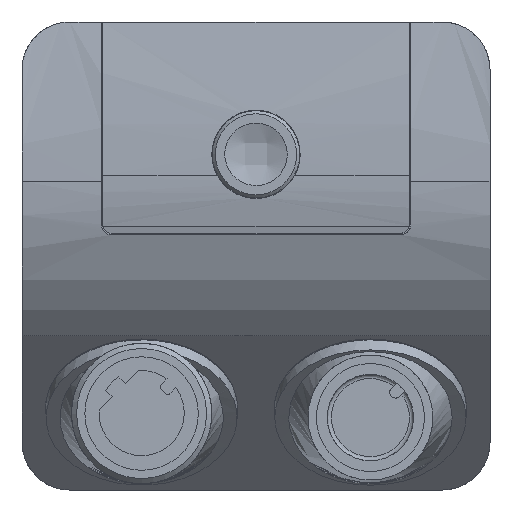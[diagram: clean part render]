
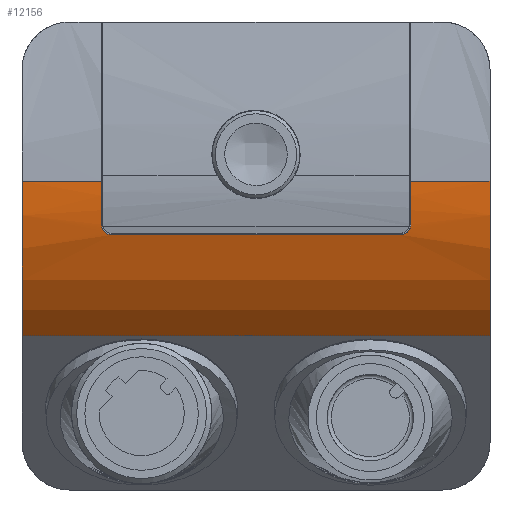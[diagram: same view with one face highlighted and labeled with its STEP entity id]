
A CAD part, front view. The second image highlights one B-rep face of the part: STEP entity #12156.
In plain terms, the highlighted cylindrical face has radius 21 mm (diameter 42 mm), a partial arc.
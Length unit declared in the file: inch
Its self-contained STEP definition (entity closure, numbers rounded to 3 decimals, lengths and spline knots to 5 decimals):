
#5 = EDGE_CURVE ( 'NONE', #11342, #6835, #1106, .T. ) ;
#89 = ORIENTED_EDGE ( 'NONE', *, *, #6594, .F. ) ;
#142 = CARTESIAN_POINT ( 'NONE',  ( -0.58526, -0.96669, 0.11382 ) ) ;
#244 = ORIENTED_EDGE ( 'NONE', *, *, #10365, .T. ) ;
#311 = B_SPLINE_CURVE_WITH_KNOTS ( 'NONE', 3,
 ( #5028, #8937, #989, #5930, #7911, #1180, #5860, #5794, #142, #4070 ),
 .UNSPECIFIED., .F., .F.,
 ( 4, 2, 2, 2, 4 ),
 ( 0., 0.00039, 0.00079, 0.00118, 0.00157 ),
 .UNSPECIFIED. ) ;
#512 = AXIS2_PLACEMENT_3D ( 'NONE', #9819, #7955, #1024 ) ;
#560 = CARTESIAN_POINT ( 'NONE',  ( -0.88583, -0.98425, 0.28339 ) ) ;
#630 = CARTESIAN_POINT ( 'NONE',  ( 0.88583, -0.98425, 0.28339 ) ) ;
#642 = CYLINDRICAL_SURFACE ( 'NONE', #9159, 0.82677 ) ;
#793 = VECTOR ( 'NONE', #2189, 39.37008 ) ;
#877 = B_SPLINE_CURVE_WITH_KNOTS ( 'NONE', 3,
 ( #1352, #9043, #5258, #8981, #4304, #12100, #3343, #7244 ),
 .UNSPECIFIED., .F., .F.,
 ( 4, 2, 2, 4 ),
 ( 0., 0.00039, 0.00079, 0.00157 ),
 .UNSPECIFIED. ) ;
#989 = CARTESIAN_POINT ( 'NONE',  ( -0.55645, -0.95905, 0.08081 ) ) ;
#1024 = DIRECTION ( 'NONE',  ( 0., 0., -1. ) ) ;
#1100 = CIRCLE ( 'NONE', #1346, 0.82677 ) ;
#1106 = LINE ( 'NONE', #6875, #9985 ) ;
#1180 = CARTESIAN_POINT ( 'NONE',  ( -0.57751, -0.96251, 0.09501 ) ) ;
#1284 = EDGE_CURVE ( 'NONE', #12098, #9308, #877, .T. ) ;
#1346 = AXIS2_PLACEMENT_3D ( 'NONE', #1730, #5633, #7309 ) ;
#1352 = CARTESIAN_POINT ( 'NONE',  ( 0.58526, -0.96774, 0.11896 ) ) ;
#1546 = DIRECTION ( 'NONE',  ( 1., 0., 0. ) ) ;
#1569 = VERTEX_POINT ( 'NONE', #10602 ) ;
#1730 = CARTESIAN_POINT ( 'NONE',  ( 0.58526, -0.15748, 0.28339 ) ) ;
#1800 = CARTESIAN_POINT ( 'NONE',  ( -0.54606, -0.95879, 0.07976 ) ) ;
#1946 = ORIENTED_EDGE ( 'NONE', *, *, #5, .F. ) ;
#2189 = DIRECTION ( 'NONE',  ( 1., 0., 0. ) ) ;
#2326 = VERTEX_POINT ( 'NONE', #3876 ) ;
#2378 = CARTESIAN_POINT ( 'NONE',  ( -0.58526, -0.96774, 0.11896 ) ) ;
#2471 = CARTESIAN_POINT ( 'NONE',  ( 0.88583, -0.95879, 0.07976 ) ) ;
#2706 = DIRECTION ( 'NONE',  ( 1., 0., 0. ) ) ;
#2841 = ORIENTED_EDGE ( 'NONE', *, *, #1284, .T. ) ;
#3041 = EDGE_CURVE ( 'NONE', #6835, #12514, #10906, .T. ) ;
#3343 = CARTESIAN_POINT ( 'NONE',  ( 0.55655, -0.95879, 0.07976 ) ) ;
#3481 = DIRECTION ( 'NONE',  ( 0., 0., -1. ) ) ;
#3876 = CARTESIAN_POINT ( 'NONE',  ( 0.88583, -0.98425, 0.28339 ) ) ;
#4070 = CARTESIAN_POINT ( 'NONE',  ( -0.58526, -0.96774, 0.11896 ) ) ;
#4154 = ORIENTED_EDGE ( 'NONE', *, *, #8954, .F. ) ;
#4302 = ORIENTED_EDGE ( 'NONE', *, *, #11589, .T. ) ;
#4304 = CARTESIAN_POINT ( 'NONE',  ( 0.57753, -0.96252, 0.09504 ) ) ;
#4351 = DIRECTION ( 'NONE',  ( 1., 0., 0. ) ) ;
#4467 = CIRCLE ( 'NONE', #5293, 0.82677 ) ;
#4901 = ORIENTED_EDGE ( 'NONE', *, *, #3041, .F. ) ;
#5028 = CARTESIAN_POINT ( 'NONE',  ( -0.54606, -0.95879, 0.07976 ) ) ;
#5136 = LINE ( 'NONE', #11092, #793 ) ;
#5258 = CARTESIAN_POINT ( 'NONE',  ( 0.58426, -0.96562, 0.1088 ) ) ;
#5293 = AXIS2_PLACEMENT_3D ( 'NONE', #11133, #4351, #5308 ) ;
#5308 = DIRECTION ( 'NONE',  ( 0., 0., -1. ) ) ;
#5436 = CIRCLE ( 'NONE', #512, 0.82677 ) ;
#5560 = DIRECTION ( 'NONE',  ( 1., 0., 0. ) ) ;
#5620 = DIRECTION ( 'NONE',  ( 0., 0., -1. ) ) ;
#5633 = DIRECTION ( 'NONE',  ( -1., 0., 0. ) ) ;
#5794 = CARTESIAN_POINT ( 'NONE',  ( -0.58424, -0.96561, 0.10873 ) ) ;
#5860 = CARTESIAN_POINT ( 'NONE',  ( -0.58038, -0.96353, 0.09937 ) ) ;
#5930 = CARTESIAN_POINT ( 'NONE',  ( -0.56598, -0.96005, 0.08481 ) ) ;
#5984 = DIRECTION ( 'NONE',  ( 1., 0., 0. ) ) ;
#6066 = EDGE_CURVE ( 'NONE', #8361, #12514, #311, .T. ) ;
#6118 = CARTESIAN_POINT ( 'NONE',  ( 0.58526, -0.96774, 0.11896 ) ) ;
#6147 = CARTESIAN_POINT ( 'NONE',  ( -0.58526, -0.98425, 0.28339 ) ) ;
#6236 = CARTESIAN_POINT ( 'NONE',  ( 0.58526, -0.98425, 0.28339 ) ) ;
#6272 = VECTOR ( 'NONE', #9999, 39.37008 ) ;
#6405 = LINE ( 'NONE', #630, #9771 ) ;
#6450 = CARTESIAN_POINT ( 'NONE',  ( -0.58526, -0.15748, 0.28339 ) ) ;
#6594 = EDGE_CURVE ( 'NONE', #12098, #10877, #1100, .T. ) ;
#6835 = VERTEX_POINT ( 'NONE', #6147 ) ;
#6875 = CARTESIAN_POINT ( 'NONE',  ( 0.88583, -0.98425, 0.28339 ) ) ;
#7042 = EDGE_LOOP ( 'NONE', ( #4302, #7642, #4901, #1946, #244, #8283, #11068, #4154, #89, #2841 ) ) ;
#7244 = CARTESIAN_POINT ( 'NONE',  ( 0.54606, -0.95879, 0.07976 ) ) ;
#7309 = DIRECTION ( 'NONE',  ( 0., 0., -1. ) ) ;
#7469 = VERTEX_POINT ( 'NONE', #8393 ) ;
#7642 = ORIENTED_EDGE ( 'NONE', *, *, #6066, .T. ) ;
#7911 = CARTESIAN_POINT ( 'NONE',  ( -0.57033, -0.96078, 0.08776 ) ) ;
#7955 = DIRECTION ( 'NONE',  ( -1., 0., 0. ) ) ;
#8283 = ORIENTED_EDGE ( 'NONE', *, *, #12486, .T. ) ;
#8361 = VERTEX_POINT ( 'NONE', #1800 ) ;
#8393 = CARTESIAN_POINT ( 'NONE',  ( -0.88583, -0.74209, -0.30124 ) ) ;
#8539 = CARTESIAN_POINT ( 'NONE',  ( 0.88583, -0.15748, 0.28339 ) ) ;
#8603 = FACE_OUTER_BOUND ( 'NONE', #7042, .T. ) ;
#8937 = CARTESIAN_POINT ( 'NONE',  ( -0.5513, -0.95879, 0.07976 ) ) ;
#8954 = EDGE_CURVE ( 'NONE', #10877, #2326, #6405, .T. ) ;
#8968 = LINE ( 'NONE', #2471, #6272 ) ;
#8981 = CARTESIAN_POINT ( 'NONE',  ( 0.58039, -0.96353, 0.09936 ) ) ;
#9043 = CARTESIAN_POINT ( 'NONE',  ( 0.58526, -0.96669, 0.11382 ) ) ;
#9159 = AXIS2_PLACEMENT_3D ( 'NONE', #8539, #2706, #3481 ) ;
#9308 = VERTEX_POINT ( 'NONE', #10427 ) ;
#9771 = VECTOR ( 'NONE', #1546, 39.37008 ) ;
#9819 = CARTESIAN_POINT ( 'NONE',  ( 0.88583, -0.15748, 0.28339 ) ) ;
#9985 = VECTOR ( 'NONE', #5984, 39.37008 ) ;
#9999 = DIRECTION ( 'NONE',  ( -1., 0., 0. ) ) ;
#10365 = EDGE_CURVE ( 'NONE', #11342, #7469, #4467, .T. ) ;
#10427 = CARTESIAN_POINT ( 'NONE',  ( 0.54606, -0.95879, 0.07976 ) ) ;
#10602 = CARTESIAN_POINT ( 'NONE',  ( 0.88583, -0.74209, -0.30124 ) ) ;
#10877 = VERTEX_POINT ( 'NONE', #6236 ) ;
#10906 = CIRCLE ( 'NONE', #11110, 0.82677 ) ;
#11007 = EDGE_CURVE ( 'NONE', #1569, #2326, #5436, .T. ) ;
#11068 = ORIENTED_EDGE ( 'NONE', *, *, #11007, .T. ) ;
#11092 = CARTESIAN_POINT ( 'NONE',  ( 0.88583, -0.74209, -0.30124 ) ) ;
#11110 = AXIS2_PLACEMENT_3D ( 'NONE', #6450, #5560, #5620 ) ;
#11133 = CARTESIAN_POINT ( 'NONE',  ( -0.88583, -0.15748, 0.28339 ) ) ;
#11342 = VERTEX_POINT ( 'NONE', #560 ) ;
#11589 = EDGE_CURVE ( 'NONE', #9308, #8361, #8968, .T. ) ;
#12098 = VERTEX_POINT ( 'NONE', #6118 ) ;
#12100 = CARTESIAN_POINT ( 'NONE',  ( 0.56676, -0.95992, 0.08414 ) ) ;
#12156 = ADVANCED_FACE ( 'NONE', ( #8603 ), #642, .T. ) ;
#12486 = EDGE_CURVE ( 'NONE', #7469, #1569, #5136, .T. ) ;
#12514 = VERTEX_POINT ( 'NONE', #2378 ) ;
